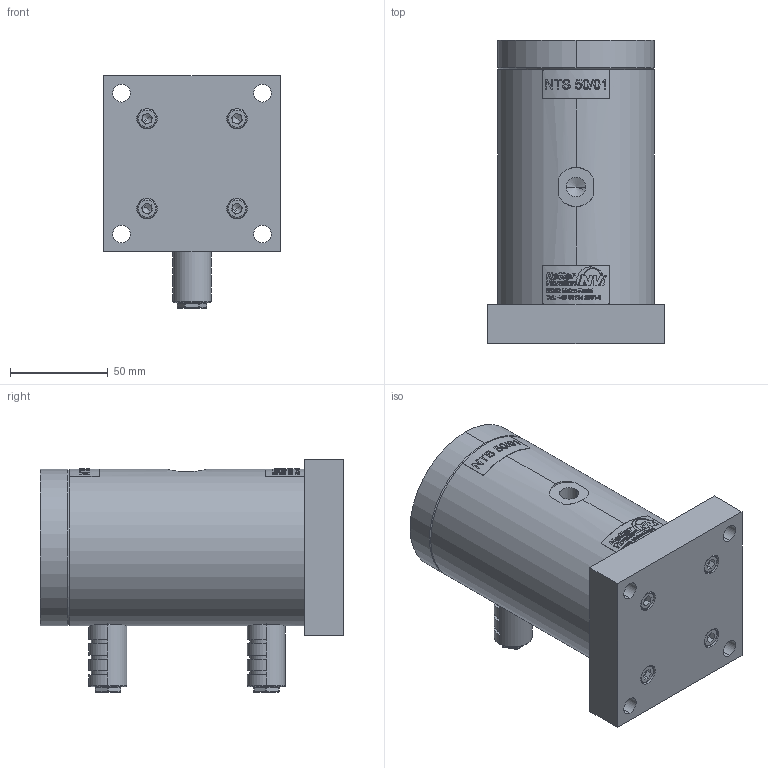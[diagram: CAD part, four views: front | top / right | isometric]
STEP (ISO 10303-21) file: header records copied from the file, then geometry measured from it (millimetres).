
FILE_DESCRIPTION (( 'STEP AP214' ), '1' );
FILE_NAME ('NTS 50-01 Kolbenvibrator #03510000.STEP', '2022-02-11T07:23:20', ( '' ), ( '' ), 'SwSTEP 2.0', 'SolidWorks 2015', '' );
FILE_SCHEMA (( 'AUTOMOTIVE_DESIGN' ));
Length unit declared in the file: millimetre
Products named in the file (1): NTS 50-01 Kolbenvibrator #03510000
Bounding box: 90 x 155 x 119 mm (x, y, z)
Volume: 852388.3 mm3; surface area: 74185 mm2
Topology: 3 solids, 15 shells, 556 faces, 1910 edges, 1464 vertices
Faces by surface type: cylinder 257, plane 185, torus 54, cone 44, sphere 16
Entity records: 32746 total; most frequent: CARTESIAN_POINT 13962, ORIENTED_EDGE 3744, DIRECTION 3038, EDGE_CURVE 1872, VERTEX_POINT 1464, AXIS2_PLACEMENT_3D 1216, EDGE_LOOP 698, CIRCLE 659
